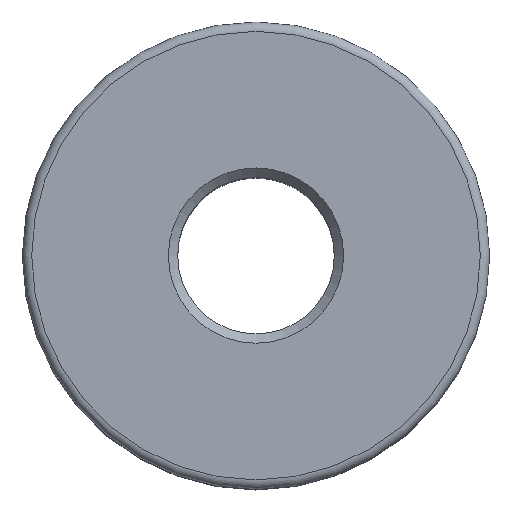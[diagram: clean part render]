
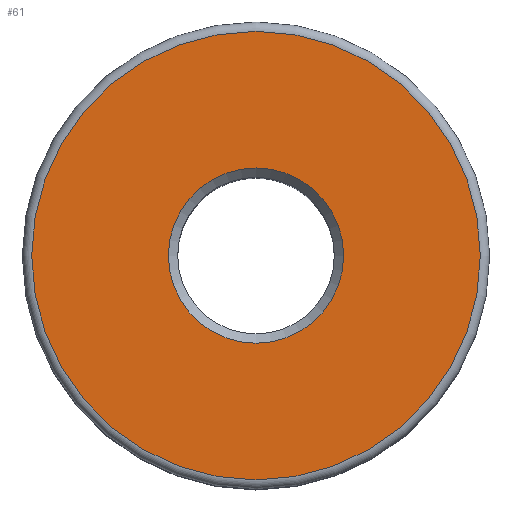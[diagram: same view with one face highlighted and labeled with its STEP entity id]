
A CAD part, top view. The second image highlights one B-rep face of the part: STEP entity #61.
In plain terms, the highlighted planar face has unit normal (0, 0, 1).
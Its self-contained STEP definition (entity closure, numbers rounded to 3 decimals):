
#61 = ADVANCED_FACE( '', ( #132, #133 ), #134, .F. );
#132 = FACE_OUTER_BOUND( '', #207, .T. );
#133 = FACE_BOUND( '', #208, .T. );
#134 = PLANE( '', #209 );
#207 = EDGE_LOOP( '', ( #296 ) );
#208 = EDGE_LOOP( '', ( #297 ) );
#209 = AXIS2_PLACEMENT_3D( '', #298, #299, #300 );
#296 = ORIENTED_EDGE( '', *, *, #362, .T. );
#297 = ORIENTED_EDGE( '', *, *, #363, .T. );
#298 = CARTESIAN_POINT( '', ( 12.5, 0., 25. ) );
#299 = DIRECTION( '', ( 0., 0., -1. ) );
#300 = DIRECTION( '', ( -1., 0., 0. ) );
#362 = EDGE_CURVE( '', #410, #410, #411, .F. );
#363 = EDGE_CURVE( '', #412, #412, #413, .T. );
#410 = VERTEX_POINT( '', #461 );
#411 = CIRCLE( '', #462, 12. );
#412 = VERTEX_POINT( '', #463 );
#413 = CIRCLE( '', #464, 4.688 );
#461 = CARTESIAN_POINT( '', ( -12., 0., 25. ) );
#462 = AXIS2_PLACEMENT_3D( '', #515, #516, #517 );
#463 = CARTESIAN_POINT( '', ( -4.688, 0., 25. ) );
#464 = AXIS2_PLACEMENT_3D( '', #518, #519, #520 );
#515 = CARTESIAN_POINT( '', ( 0., 0., 25. ) );
#516 = DIRECTION( '', ( 0., 0., -1. ) );
#517 = DIRECTION( '', ( -1., 0., 0. ) );
#518 = CARTESIAN_POINT( '', ( 0., 0., 25. ) );
#519 = DIRECTION( '', ( 0., 0., -1. ) );
#520 = DIRECTION( '', ( -1., 0., 0. ) );
